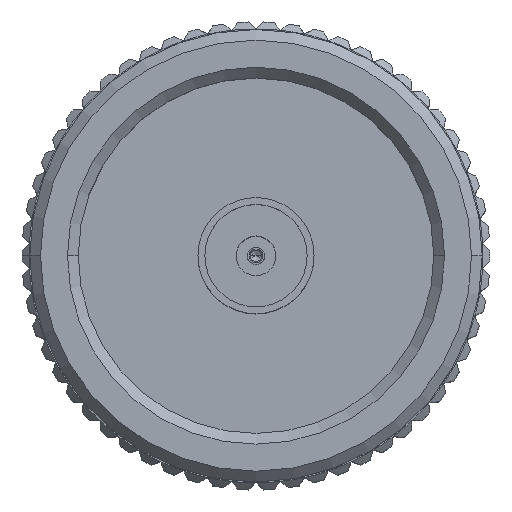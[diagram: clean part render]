
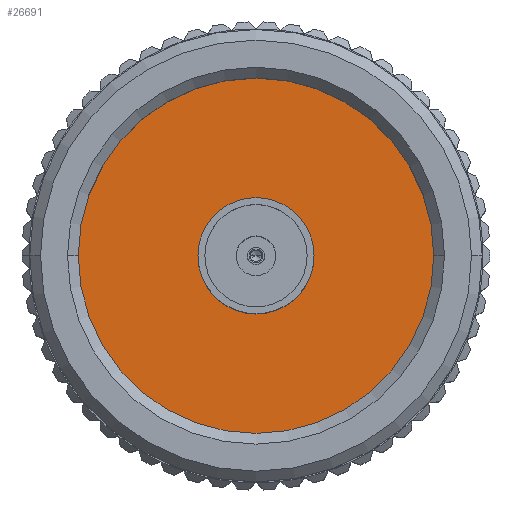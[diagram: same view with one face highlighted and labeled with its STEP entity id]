
A CAD part, top view. The second image highlights one B-rep face of the part: STEP entity #26691.
In plain terms, the highlighted planar face has unit normal (0, 0, 1).
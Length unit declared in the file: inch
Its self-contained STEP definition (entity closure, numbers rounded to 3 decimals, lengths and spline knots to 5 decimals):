
#1122 = DIRECTION ( 'NONE',  ( 1., 0., 0. ) ) ;
#2632 = EDGE_CURVE ( 'NONE', #21609, #6251, #16053, .T. ) ;
#3255 = ORIENTED_EDGE ( 'NONE', *, *, #2632, .T. ) ;
#3573 = CARTESIAN_POINT ( 'NONE',  ( 0.46251, 0.71792, 1.17479 ) ) ;
#4224 = DIRECTION ( 'NONE',  ( 1., 0., 0. ) ) ;
#6046 = CARTESIAN_POINT ( 'NONE',  ( 0.11606, 0.71792, 1.17479 ) ) ;
#6251 = VERTEX_POINT ( 'NONE', #11758 ) ;
#6508 = EDGE_LOOP ( 'NONE', ( #6754, #30222 ) ) ;
#6754 = ORIENTED_EDGE ( 'NONE', *, *, #24800, .F. ) ;
#6795 = AXIS2_PLACEMENT_3D ( 'NONE', #3573, #23499, #1122 ) ;
#9162 = CIRCLE ( 'NONE', #29037, 0.34646 ) ;
#9278 = VERTEX_POINT ( 'NONE', #20753 ) ;
#10640 = CARTESIAN_POINT ( 'NONE',  ( 0.46251, 0.71792, 1.17479 ) ) ;
#11396 = FACE_OUTER_BOUND ( 'NONE', #18496, .T. ) ;
#11758 = CARTESIAN_POINT ( 'NONE',  ( 0.80897, 0.71792, 1.17479 ) ) ;
#11771 = DIRECTION ( 'NONE',  ( 0., 0., 1. ) ) ;
#13975 = CARTESIAN_POINT ( 'NONE',  ( 0.46251, 0.71792, 1.17479 ) ) ;
#14739 = VERTEX_POINT ( 'NONE', #21876 ) ;
#15449 = AXIS2_PLACEMENT_3D ( 'NONE', #17776, #32341, #27754 ) ;
#16053 = CIRCLE ( 'NONE', #18692, 0.34646 ) ;
#16669 = CIRCLE ( 'NONE', #6795, 0.1065 ) ;
#17776 = CARTESIAN_POINT ( 'NONE',  ( 0.46251, 0.71792, 1.17479 ) ) ;
#18496 = EDGE_LOOP ( 'NONE', ( #3255, #24050 ) ) ;
#18692 = AXIS2_PLACEMENT_3D ( 'NONE', #21392, #11771, #31596 ) ;
#20340 = EDGE_CURVE ( 'NONE', #6251, #21609, #9162, .T. ) ;
#20753 = CARTESIAN_POINT ( 'NONE',  ( 0.56901, 0.71792, 1.17479 ) ) ;
#21392 = CARTESIAN_POINT ( 'NONE',  ( 0.46251, 0.71792, 1.17479 ) ) ;
#21497 = DIRECTION ( 'NONE',  ( 0., 0., 1. ) ) ;
#21609 = VERTEX_POINT ( 'NONE', #6046 ) ;
#21876 = CARTESIAN_POINT ( 'NONE',  ( 0.35602, 0.71792, 1.17479 ) ) ;
#23039 = DIRECTION ( 'NONE',  ( 1., 0., 0. ) ) ;
#23499 = DIRECTION ( 'NONE',  ( 0., 0., 1. ) ) ;
#23969 = FACE_BOUND ( 'NONE', #6508, .T. ) ;
#24050 = ORIENTED_EDGE ( 'NONE', *, *, #20340, .T. ) ;
#24800 = EDGE_CURVE ( 'NONE', #14739, #9278, #16669, .T. ) ;
#25660 = AXIS2_PLACEMENT_3D ( 'NONE', #13975, #21497, #4224 ) ;
#26691 = ADVANCED_FACE ( 'NONE', ( #11396, #23969 ), #31222, .T. ) ;
#27672 = DIRECTION ( 'NONE',  ( 0., 0., 1. ) ) ;
#27754 = DIRECTION ( 'NONE',  ( 1., 0., 0. ) ) ;
#29037 = AXIS2_PLACEMENT_3D ( 'NONE', #10640, #27672, #23039 ) ;
#30222 = ORIENTED_EDGE ( 'NONE', *, *, #30510, .F. ) ;
#30510 = EDGE_CURVE ( 'NONE', #9278, #14739, #32218, .T. ) ;
#31222 = PLANE ( 'NONE',  #25660 ) ;
#31596 = DIRECTION ( 'NONE',  ( 1., 0., 0. ) ) ;
#32218 = CIRCLE ( 'NONE', #15449, 0.1065 ) ;
#32341 = DIRECTION ( 'NONE',  ( 0., 0., 1. ) ) ;
